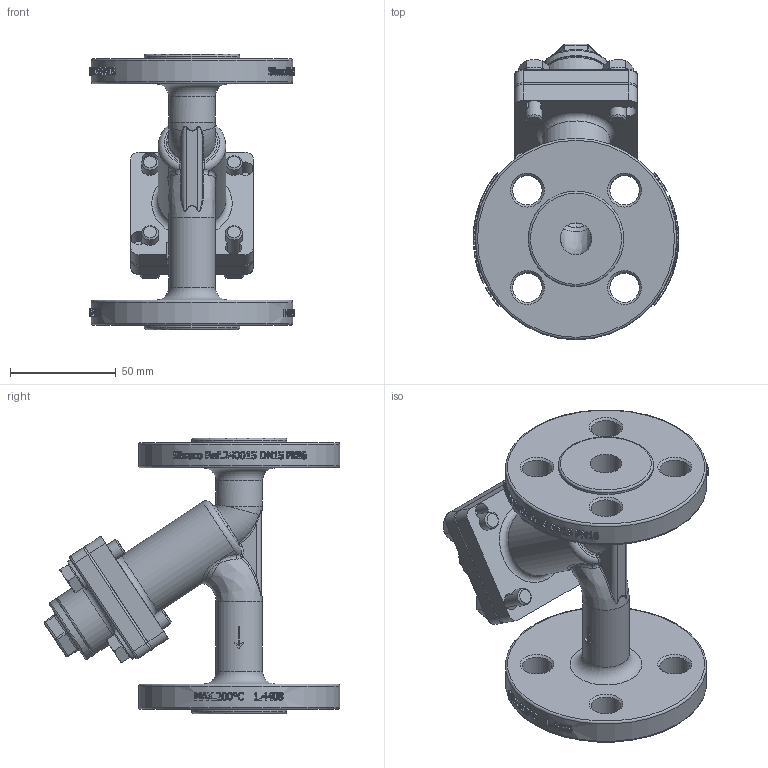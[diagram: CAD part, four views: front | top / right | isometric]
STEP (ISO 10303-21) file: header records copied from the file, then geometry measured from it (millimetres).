
FILE_DESCRIPTION(/* description */ ('240015'),/* implementation_level */ '2;1');
FILE_NAME(/* name */ '240015.stp',/* time_stamp */ '2015-03-09T15:38:14+01:00',/* author */ ('jmorand'),/* organization */ ('Sferaco'),/* preprocessor_version */ 'ST-DEVELOPER v15.6',/* originating_system */ 'Autodesk Inventor 2015',/* authorisation */ '');
FILE_SCHEMA (('AUTOMOTIVE_DESIGN { 1 0 10303 214 3 1 1 }'));
Products named in the file (1): 240015_bd
Bounding box: 97 x 139.56 x 130 mm (x, y, z)
Volume: 280743.7 mm3; surface area: 76139.4 mm2
Topology: 1 solids, 1 shells, 1534 faces, 4031 edges, 2631 vertices
Faces by surface type: bspline 663, plane 587, cylinder 202, cone 44, torus 30, sphere 8
Full cylindrical faces by diameter (mm): 8 x4, 9 x4, 13 x4, 14 x8, 15 x2, 16 x4, 17 x1, 18 x1, 18.631 x1, 22 x2, 32 x2, 45 x2, 95 x2
Entity records: 64780 total; most frequent: CARTESIAN_POINT 29795, ORIENTED_EDGE 7866, DIRECTION 5106, EDGE_CURVE 3933, VERTEX_POINT 2609, EDGE_LOOP 1772, LINE 1750, VECTOR 1750
